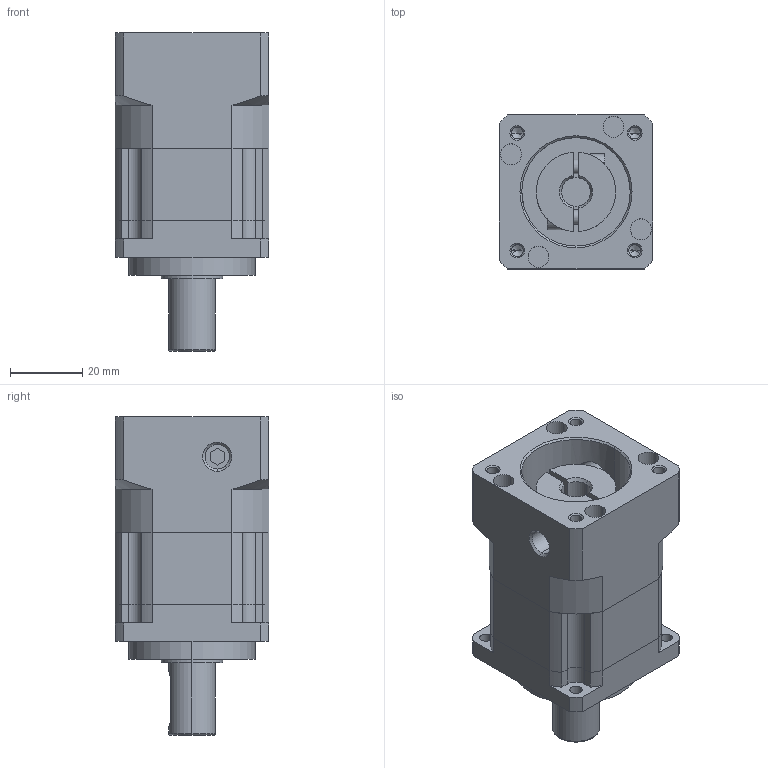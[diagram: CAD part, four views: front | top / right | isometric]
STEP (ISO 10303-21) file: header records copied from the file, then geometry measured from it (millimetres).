
FILE_DESCRIPTION (( 'STEP AP203' ), '1' );
FILE_NAME ('HVB42-L1-(A)-S2-P1-(8-25-30-M4-46).STEP', '2020-03-21T09:15:41', ( '微软用户' ), ( '微软中国' ), 'SwSTEP 2.0', 'SolidWorks 2014', '' );
FILE_SCHEMA (( 'CONFIG_CONTROL_DESIGN' ));
Length unit declared in the file: millimetre
Products named in the file (4): HVB42-输入法兰-8-25-30-M4-46; HVB42-L1-(A)-S2-P1-(8-25-30-M4-46); HVB42-怀堤傷-13粣; HVB42-齿圈
Assembly tree (3 placements, depth 2):
  HVB42-L1-(A)-S2-P1-(8-25-30-M4-46)
    HVB42-怀堤傷-13粣
    HVB42-齿圈
    HVB42-输入法兰-8-25-30-M4-46
Bounding box: 42.6 x 42.6 x 88 mm (x, y, z)
Volume: 99298.4 mm3; surface area: 27814.6 mm2
Topology: 3 solids, 3 shells, 264 faces, 660 edges, 424 vertices
Faces by surface type: plane 117, cylinder 112, cone 33, torus 2
Entity records: 8547 total; most frequent: CARTESIAN_POINT 1653, DIRECTION 1415, ORIENTED_EDGE 1300, EDGE_CURVE 650, AXIS2_PLACEMENT_3D 518, VERTEX_POINT 424, LINE 379, VECTOR 379
